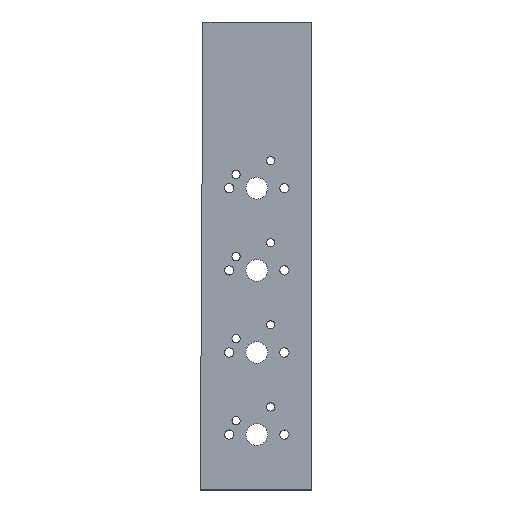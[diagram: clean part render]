
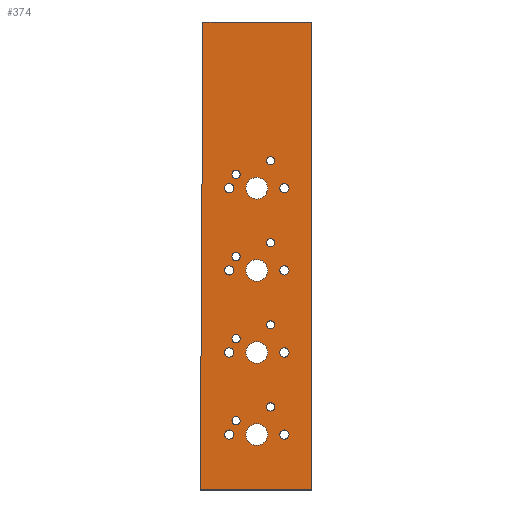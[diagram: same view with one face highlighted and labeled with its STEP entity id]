
A CAD part, top view. The second image highlights one B-rep face of the part: STEP entity #374.
In plain terms, the highlighted planar face has unit normal (0, 0, 1).
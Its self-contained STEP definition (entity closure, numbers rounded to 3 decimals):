
#42 = VERTEX_POINT('',#43);
#43 = CARTESIAN_POINT('',(140.,-135.5,1.6));
#49 = EDGE_CURVE('',#42,#50,#52,.T.);
#50 = VERTEX_POINT('',#51);
#51 = CARTESIAN_POINT('',(119.5,-135.5,1.6));
#52 = LINE('',#53,#54);
#53 = CARTESIAN_POINT('',(140.,-135.5,1.6));
#54 = VECTOR('',#55,1.);
#55 = DIRECTION('',(-1.,0.,0.));
#82 = VERTEX_POINT('',#83);
#83 = CARTESIAN_POINT('',(140.,-49.5,1.6));
#89 = EDGE_CURVE('',#82,#42,#90,.T.);
#90 = LINE('',#91,#92);
#91 = CARTESIAN_POINT('',(140.,-49.5,1.6));
#92 = VECTOR('',#93,1.);
#93 = DIRECTION('',(0.,-1.,0.));
#111 = EDGE_CURVE('',#50,#112,#114,.T.);
#112 = VERTEX_POINT('',#113);
#113 = CARTESIAN_POINT('',(120.,-49.5,1.6));
#114 = LINE('',#115,#116);
#115 = CARTESIAN_POINT('',(119.5,-135.5,1.6));
#116 = VECTOR('',#117,1.);
#117 = DIRECTION('',(0.006,1.,0.));
#374 = ADVANCED_FACE('',(#375,#386,#397,#408,#419,#430,#441,#452,#463,
    #474,#485,#496,#507,#518,#529,#540,#551,#562,#573,#584,#595),#606,
  .T.);
#375 = FACE_BOUND('',#376,.T.);
#376 = EDGE_LOOP('',(#377,#378,#379,#385));
#377 = ORIENTED_EDGE('',*,*,#49,.F.);
#378 = ORIENTED_EDGE('',*,*,#89,.F.);
#379 = ORIENTED_EDGE('',*,*,#380,.F.);
#380 = EDGE_CURVE('',#112,#82,#381,.T.);
#381 = LINE('',#382,#383);
#382 = CARTESIAN_POINT('',(120.,-49.5,1.6));
#383 = VECTOR('',#384,1.);
#384 = DIRECTION('',(1.,0.,0.));
#385 = ORIENTED_EDGE('',*,*,#111,.F.);
#386 = FACE_BOUND('',#387,.T.);
#387 = EDGE_LOOP('',(#388));
#388 = ORIENTED_EDGE('',*,*,#389,.T.);
#389 = EDGE_CURVE('',#390,#390,#392,.T.);
#390 = VERTEX_POINT('',#391);
#391 = CARTESIAN_POINT('',(124.811,-126.174,1.6));
#392 = CIRCLE('',#393,0.85);
#393 = AXIS2_PLACEMENT_3D('',#394,#395,#396);
#394 = CARTESIAN_POINT('',(124.811,-125.324,1.6));
#395 = DIRECTION('',(-0.,0.,-1.));
#396 = DIRECTION('',(0.,-1.,0.));
#397 = FACE_BOUND('',#398,.T.);
#398 = EDGE_LOOP('',(#399));
#399 = ORIENTED_EDGE('',*,*,#400,.T.);
#400 = EDGE_CURVE('',#401,#401,#403,.T.);
#401 = VERTEX_POINT('',#402);
#402 = CARTESIAN_POINT('',(126.081,-123.534,1.6));
#403 = CIRCLE('',#404,0.75);
#404 = AXIS2_PLACEMENT_3D('',#405,#406,#407);
#405 = CARTESIAN_POINT('',(126.081,-122.784,1.6));
#406 = DIRECTION('',(-0.,0.,-1.));
#407 = DIRECTION('',(-0.,-1.,0.));
#408 = FACE_BOUND('',#409,.T.);
#409 = EDGE_LOOP('',(#410));
#410 = ORIENTED_EDGE('',*,*,#411,.T.);
#411 = EDGE_CURVE('',#412,#412,#414,.T.);
#412 = VERTEX_POINT('',#413);
#413 = CARTESIAN_POINT('',(129.891,-127.324,1.6));
#414 = CIRCLE('',#415,2.);
#415 = AXIS2_PLACEMENT_3D('',#416,#417,#418);
#416 = CARTESIAN_POINT('',(129.891,-125.324,1.6));
#417 = DIRECTION('',(-0.,0.,-1.));
#418 = DIRECTION('',(-0.,-1.,0.));
#419 = FACE_BOUND('',#420,.T.);
#420 = EDGE_LOOP('',(#421));
#421 = ORIENTED_EDGE('',*,*,#422,.T.);
#422 = EDGE_CURVE('',#423,#423,#425,.T.);
#423 = VERTEX_POINT('',#424);
#424 = CARTESIAN_POINT('',(124.811,-111.084,1.6));
#425 = CIRCLE('',#426,0.85);
#426 = AXIS2_PLACEMENT_3D('',#427,#428,#429);
#427 = CARTESIAN_POINT('',(124.811,-110.234,1.6));
#428 = DIRECTION('',(-0.,0.,-1.));
#429 = DIRECTION('',(0.,-1.,0.));
#430 = FACE_BOUND('',#431,.T.);
#431 = EDGE_LOOP('',(#432));
#432 = ORIENTED_EDGE('',*,*,#433,.T.);
#433 = EDGE_CURVE('',#434,#434,#436,.T.);
#434 = VERTEX_POINT('',#435);
#435 = CARTESIAN_POINT('',(126.081,-108.444,1.6));
#436 = CIRCLE('',#437,0.75);
#437 = AXIS2_PLACEMENT_3D('',#438,#439,#440);
#438 = CARTESIAN_POINT('',(126.081,-107.694,1.6));
#439 = DIRECTION('',(-0.,0.,-1.));
#440 = DIRECTION('',(-0.,-1.,0.));
#441 = FACE_BOUND('',#442,.T.);
#442 = EDGE_LOOP('',(#443));
#443 = ORIENTED_EDGE('',*,*,#444,.T.);
#444 = EDGE_CURVE('',#445,#445,#447,.T.);
#445 = VERTEX_POINT('',#446);
#446 = CARTESIAN_POINT('',(129.891,-112.234,1.6));
#447 = CIRCLE('',#448,2.);
#448 = AXIS2_PLACEMENT_3D('',#449,#450,#451);
#449 = CARTESIAN_POINT('',(129.891,-110.234,1.6));
#450 = DIRECTION('',(-0.,0.,-1.));
#451 = DIRECTION('',(-0.,-1.,0.));
#452 = FACE_BOUND('',#453,.T.);
#453 = EDGE_LOOP('',(#454));
#454 = ORIENTED_EDGE('',*,*,#455,.T.);
#455 = EDGE_CURVE('',#456,#456,#458,.T.);
#456 = VERTEX_POINT('',#457);
#457 = CARTESIAN_POINT('',(132.431,-120.994,1.6));
#458 = CIRCLE('',#459,0.75);
#459 = AXIS2_PLACEMENT_3D('',#460,#461,#462);
#460 = CARTESIAN_POINT('',(132.431,-120.244,1.6));
#461 = DIRECTION('',(-0.,0.,-1.));
#462 = DIRECTION('',(-0.,-1.,0.));
#463 = FACE_BOUND('',#464,.T.);
#464 = EDGE_LOOP('',(#465));
#465 = ORIENTED_EDGE('',*,*,#466,.T.);
#466 = EDGE_CURVE('',#467,#467,#469,.T.);
#467 = VERTEX_POINT('',#468);
#468 = CARTESIAN_POINT('',(134.971,-126.174,1.6));
#469 = CIRCLE('',#470,0.85);
#470 = AXIS2_PLACEMENT_3D('',#471,#472,#473);
#471 = CARTESIAN_POINT('',(134.971,-125.324,1.6));
#472 = DIRECTION('',(-0.,0.,-1.));
#473 = DIRECTION('',(-0.,-1.,0.));
#474 = FACE_BOUND('',#475,.T.);
#475 = EDGE_LOOP('',(#476));
#476 = ORIENTED_EDGE('',*,*,#477,.T.);
#477 = EDGE_CURVE('',#478,#478,#480,.T.);
#478 = VERTEX_POINT('',#479);
#479 = CARTESIAN_POINT('',(132.431,-105.904,1.6));
#480 = CIRCLE('',#481,0.75);
#481 = AXIS2_PLACEMENT_3D('',#482,#483,#484);
#482 = CARTESIAN_POINT('',(132.431,-105.154,1.6));
#483 = DIRECTION('',(-0.,0.,-1.));
#484 = DIRECTION('',(-0.,-1.,0.));
#485 = FACE_BOUND('',#486,.T.);
#486 = EDGE_LOOP('',(#487));
#487 = ORIENTED_EDGE('',*,*,#488,.T.);
#488 = EDGE_CURVE('',#489,#489,#491,.T.);
#489 = VERTEX_POINT('',#490);
#490 = CARTESIAN_POINT('',(134.971,-111.084,1.6));
#491 = CIRCLE('',#492,0.85);
#492 = AXIS2_PLACEMENT_3D('',#493,#494,#495);
#493 = CARTESIAN_POINT('',(134.971,-110.234,1.6));
#494 = DIRECTION('',(-0.,0.,-1.));
#495 = DIRECTION('',(-0.,-1.,0.));
#496 = FACE_BOUND('',#497,.T.);
#497 = EDGE_LOOP('',(#498));
#498 = ORIENTED_EDGE('',*,*,#499,.T.);
#499 = EDGE_CURVE('',#500,#500,#502,.T.);
#500 = VERTEX_POINT('',#501);
#501 = CARTESIAN_POINT('',(124.811,-95.994,1.6));
#502 = CIRCLE('',#503,0.85);
#503 = AXIS2_PLACEMENT_3D('',#504,#505,#506);
#504 = CARTESIAN_POINT('',(124.811,-95.144,1.6));
#505 = DIRECTION('',(-0.,0.,-1.));
#506 = DIRECTION('',(0.,-1.,0.));
#507 = FACE_BOUND('',#508,.T.);
#508 = EDGE_LOOP('',(#509));
#509 = ORIENTED_EDGE('',*,*,#510,.T.);
#510 = EDGE_CURVE('',#511,#511,#513,.T.);
#511 = VERTEX_POINT('',#512);
#512 = CARTESIAN_POINT('',(126.081,-93.354,1.6));
#513 = CIRCLE('',#514,0.75);
#514 = AXIS2_PLACEMENT_3D('',#515,#516,#517);
#515 = CARTESIAN_POINT('',(126.081,-92.604,1.6));
#516 = DIRECTION('',(-0.,0.,-1.));
#517 = DIRECTION('',(-0.,-1.,0.));
#518 = FACE_BOUND('',#519,.T.);
#519 = EDGE_LOOP('',(#520));
#520 = ORIENTED_EDGE('',*,*,#521,.T.);
#521 = EDGE_CURVE('',#522,#522,#524,.T.);
#522 = VERTEX_POINT('',#523);
#523 = CARTESIAN_POINT('',(129.891,-97.144,1.6));
#524 = CIRCLE('',#525,2.);
#525 = AXIS2_PLACEMENT_3D('',#526,#527,#528);
#526 = CARTESIAN_POINT('',(129.891,-95.144,1.6));
#527 = DIRECTION('',(-0.,0.,-1.));
#528 = DIRECTION('',(-0.,-1.,0.));
#529 = FACE_BOUND('',#530,.T.);
#530 = EDGE_LOOP('',(#531));
#531 = ORIENTED_EDGE('',*,*,#532,.T.);
#532 = EDGE_CURVE('',#533,#533,#535,.T.);
#533 = VERTEX_POINT('',#534);
#534 = CARTESIAN_POINT('',(124.811,-80.904,1.6));
#535 = CIRCLE('',#536,0.85);
#536 = AXIS2_PLACEMENT_3D('',#537,#538,#539);
#537 = CARTESIAN_POINT('',(124.811,-80.054,1.6));
#538 = DIRECTION('',(-0.,0.,-1.));
#539 = DIRECTION('',(0.,-1.,0.));
#540 = FACE_BOUND('',#541,.T.);
#541 = EDGE_LOOP('',(#542));
#542 = ORIENTED_EDGE('',*,*,#543,.T.);
#543 = EDGE_CURVE('',#544,#544,#546,.T.);
#544 = VERTEX_POINT('',#545);
#545 = CARTESIAN_POINT('',(126.081,-78.264,1.6));
#546 = CIRCLE('',#547,0.75);
#547 = AXIS2_PLACEMENT_3D('',#548,#549,#550);
#548 = CARTESIAN_POINT('',(126.081,-77.514,1.6));
#549 = DIRECTION('',(-0.,0.,-1.));
#550 = DIRECTION('',(-0.,-1.,0.));
#551 = FACE_BOUND('',#552,.T.);
#552 = EDGE_LOOP('',(#553));
#553 = ORIENTED_EDGE('',*,*,#554,.T.);
#554 = EDGE_CURVE('',#555,#555,#557,.T.);
#555 = VERTEX_POINT('',#556);
#556 = CARTESIAN_POINT('',(129.891,-82.054,1.6));
#557 = CIRCLE('',#558,2.);
#558 = AXIS2_PLACEMENT_3D('',#559,#560,#561);
#559 = CARTESIAN_POINT('',(129.891,-80.054,1.6));
#560 = DIRECTION('',(-0.,0.,-1.));
#561 = DIRECTION('',(-0.,-1.,0.));
#562 = FACE_BOUND('',#563,.T.);
#563 = EDGE_LOOP('',(#564));
#564 = ORIENTED_EDGE('',*,*,#565,.T.);
#565 = EDGE_CURVE('',#566,#566,#568,.T.);
#566 = VERTEX_POINT('',#567);
#567 = CARTESIAN_POINT('',(132.431,-90.814,1.6));
#568 = CIRCLE('',#569,0.75);
#569 = AXIS2_PLACEMENT_3D('',#570,#571,#572);
#570 = CARTESIAN_POINT('',(132.431,-90.064,1.6));
#571 = DIRECTION('',(-0.,0.,-1.));
#572 = DIRECTION('',(-0.,-1.,0.));
#573 = FACE_BOUND('',#574,.T.);
#574 = EDGE_LOOP('',(#575));
#575 = ORIENTED_EDGE('',*,*,#576,.T.);
#576 = EDGE_CURVE('',#577,#577,#579,.T.);
#577 = VERTEX_POINT('',#578);
#578 = CARTESIAN_POINT('',(134.971,-95.994,1.6));
#579 = CIRCLE('',#580,0.85);
#580 = AXIS2_PLACEMENT_3D('',#581,#582,#583);
#581 = CARTESIAN_POINT('',(134.971,-95.144,1.6));
#582 = DIRECTION('',(-0.,0.,-1.));
#583 = DIRECTION('',(-0.,-1.,0.));
#584 = FACE_BOUND('',#585,.T.);
#585 = EDGE_LOOP('',(#586));
#586 = ORIENTED_EDGE('',*,*,#587,.T.);
#587 = EDGE_CURVE('',#588,#588,#590,.T.);
#588 = VERTEX_POINT('',#589);
#589 = CARTESIAN_POINT('',(132.431,-75.724,1.6));
#590 = CIRCLE('',#591,0.75);
#591 = AXIS2_PLACEMENT_3D('',#592,#593,#594);
#592 = CARTESIAN_POINT('',(132.431,-74.974,1.6));
#593 = DIRECTION('',(-0.,0.,-1.));
#594 = DIRECTION('',(-0.,-1.,0.));
#595 = FACE_BOUND('',#596,.T.);
#596 = EDGE_LOOP('',(#597));
#597 = ORIENTED_EDGE('',*,*,#598,.T.);
#598 = EDGE_CURVE('',#599,#599,#601,.T.);
#599 = VERTEX_POINT('',#600);
#600 = CARTESIAN_POINT('',(134.971,-80.904,1.6));
#601 = CIRCLE('',#602,0.85);
#602 = AXIS2_PLACEMENT_3D('',#603,#604,#605);
#603 = CARTESIAN_POINT('',(134.971,-80.054,1.6));
#604 = DIRECTION('',(-0.,0.,-1.));
#605 = DIRECTION('',(-0.,-1.,0.));
#606 = PLANE('',#607);
#607 = AXIS2_PLACEMENT_3D('',#608,#609,#610);
#608 = CARTESIAN_POINT('',(0.,0.,1.6));
#609 = DIRECTION('',(0.,0.,1.));
#610 = DIRECTION('',(1.,0.,-0.));
